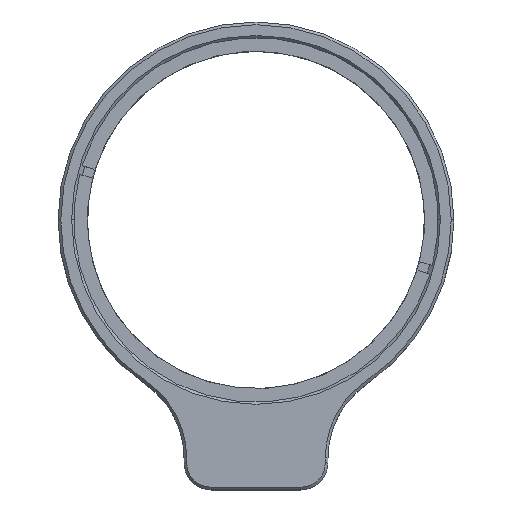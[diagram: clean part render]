
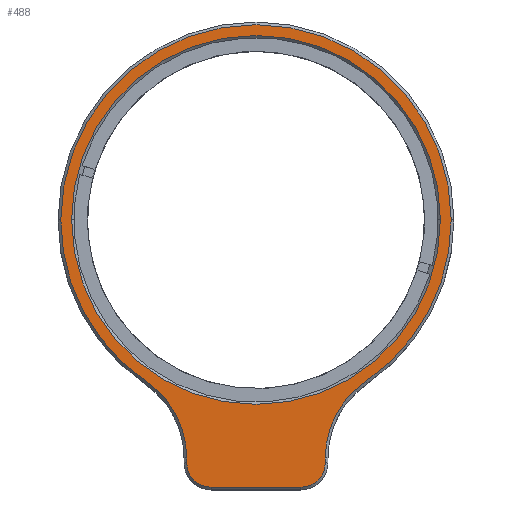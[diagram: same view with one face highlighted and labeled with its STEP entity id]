
A CAD part, top view. The second image highlights one B-rep face of the part: STEP entity #488.
In plain terms, the highlighted planar face has unit normal (0, 0, 1).
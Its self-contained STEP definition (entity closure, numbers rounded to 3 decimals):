
#39 = DIRECTION ( 'NONE',  ( 1., 0., 0. ) ) ;
#72 = CARTESIAN_POINT ( 'NONE',  ( 22.599, -25.355, 6.25 ) ) ;
#74 = FACE_OUTER_BOUND ( 'NONE', #2555, .T. ) ;
#117 = DIRECTION ( 'NONE',  ( 0., 0., -1. ) ) ;
#120 = DIRECTION ( 'NONE',  ( 0., 0., 1. ) ) ;
#130 = VERTEX_POINT ( 'NONE', #3373 ) ;
#187 = LINE ( 'NONE', #1531, #2476 ) ;
#212 = AXIS2_PLACEMENT_3D ( 'NONE', #344, #274, #1465 ) ;
#225 = EDGE_CURVE ( 'NONE', #2253, #3535, #448, .T. ) ;
#266 = ORIENTED_EDGE ( 'NONE', *, *, #3538, .T. ) ;
#274 = DIRECTION ( 'NONE',  ( 0., 0., -1. ) ) ;
#344 = CARTESIAN_POINT ( 'NONE',  ( 35.599, -24.812, 6.25 ) ) ;
#398 = CARTESIAN_POINT ( 'NONE',  ( 35.599, -24.812, 6.25 ) ) ;
#430 = CIRCLE ( 'NONE', #2797, 2.7 ) ;
#448 = LINE ( 'NONE', #1242, #2178 ) ;
#488 = ADVANCED_FACE ( 'NONE', ( #74, #687 ), #2189, .T. ) ;
#503 = CARTESIAN_POINT ( 'NONE',  ( 9.899, -24.812, 6.25 ) ) ;
#514 = CIRCLE ( 'NONE', #3028, 20.5 ) ;
#568 = DIRECTION ( 'NONE',  ( 1., 0., 0. ) ) ;
#594 = VERTEX_POINT ( 'NONE', #2905 ) ;
#634 = ORIENTED_EDGE ( 'NONE', *, *, #1689, .T. ) ;
#641 = ORIENTED_EDGE ( 'NONE', *, *, #2517, .T. ) ;
#687 = FACE_BOUND ( 'NONE', #845, .T. ) ;
#701 = DIRECTION ( 'NONE',  ( 0., 0., 1. ) ) ;
#762 = CIRCLE ( 'NONE', #3386, 10.3 ) ;
#833 = AXIS2_PLACEMENT_3D ( 'NONE', #3469, #1209, #1381 ) ;
#845 = EDGE_LOOP ( 'NONE', ( #3307, #1654 ) ) ;
#860 = EDGE_CURVE ( 'NONE', #3535, #1141, #3332, .T. ) ;
#880 = CARTESIAN_POINT ( 'NONE',  ( 22.599, -28.055, 6.25 ) ) ;
#928 = DIRECTION ( 'NONE',  ( 1., 0., 0. ) ) ;
#1014 = CARTESIAN_POINT ( 'NONE',  ( 25.299, -24.812, 6.25 ) ) ;
#1027 = CARTESIAN_POINT ( 'NONE',  ( 5.393, -16.296, 6.25 ) ) ;
#1039 = EDGE_CURVE ( 'NONE', #2281, #594, #514, .T. ) ;
#1091 = DIRECTION ( 'NONE',  ( 1., 0., 0. ) ) ;
#1115 = DIRECTION ( 'NONE',  ( 0., 0., 1. ) ) ;
#1141 = VERTEX_POINT ( 'NONE', #1713 ) ;
#1209 = DIRECTION ( 'NONE',  ( 0., 0., 1. ) ) ;
#1215 = CARTESIAN_POINT ( 'NONE',  ( -4.101, 1.645, 6.25 ) ) ;
#1231 = AXIS2_PLACEMENT_3D ( 'NONE', #1793, #3326, #39 ) ;
#1241 = CARTESIAN_POINT ( 'NONE',  ( -2.901, 1.645, 6.25 ) ) ;
#1242 = CARTESIAN_POINT ( 'NONE',  ( 9.899, -25.355, 6.25 ) ) ;
#1259 = CARTESIAN_POINT ( 'NONE',  ( 17.599, 1.645, 6.25 ) ) ;
#1308 = AXIS2_PLACEMENT_3D ( 'NONE', #1778, #3562, #3283 ) ;
#1319 = DIRECTION ( 'NONE',  ( 0., 0., -1. ) ) ;
#1320 = ORIENTED_EDGE ( 'NONE', *, *, #2598, .T. ) ;
#1359 = VECTOR ( 'NONE', #2063, 1000. ) ;
#1366 = CIRCLE ( 'NONE', #1849, 21.7 ) ;
#1381 = DIRECTION ( 'NONE',  ( 1., 0., 0. ) ) ;
#1465 = DIRECTION ( 'NONE',  ( 1., 0., 0. ) ) ;
#1531 = CARTESIAN_POINT ( 'NONE',  ( 22.599, -28.055, 6.25 ) ) ;
#1605 = CARTESIAN_POINT ( 'NONE',  ( 17.599, 1.645, 6.25 ) ) ;
#1645 = DIRECTION ( 'NONE',  ( 1., 0., 0. ) ) ;
#1654 = ORIENTED_EDGE ( 'NONE', *, *, #1039, .T. ) ;
#1669 = VERTEX_POINT ( 'NONE', #1027 ) ;
#1689 = EDGE_CURVE ( 'NONE', #2415, #130, #430, .T. ) ;
#1713 = CARTESIAN_POINT ( 'NONE',  ( 12.599, -28.055, 6.25 ) ) ;
#1778 = CARTESIAN_POINT ( 'NONE',  ( 17.599, 1.645, 6.25 ) ) ;
#1793 = CARTESIAN_POINT ( 'NONE',  ( 17.599, 1.645, 6.25 ) ) ;
#1831 = DIRECTION ( 'NONE',  ( 1., 0., 0. ) ) ;
#1849 = AXIS2_PLACEMENT_3D ( 'NONE', #3740, #1115, #568 ) ;
#1863 = CIRCLE ( 'NONE', #1308, 21.7 ) ;
#1951 = CARTESIAN_POINT ( 'NONE',  ( 29.805, -16.296, 6.25 ) ) ;
#2037 = VERTEX_POINT ( 'NONE', #1014 ) ;
#2063 = DIRECTION ( 'NONE',  ( 0., 1., 0. ) ) ;
#2072 = VERTEX_POINT ( 'NONE', #1951 ) ;
#2097 = CIRCLE ( 'NONE', #212, 10.3 ) ;
#2142 = ORIENTED_EDGE ( 'NONE', *, *, #2715, .T. ) ;
#2155 = LINE ( 'NONE', #2967, #1359 ) ;
#2178 = VECTOR ( 'NONE', #3341, 1000. ) ;
#2189 = PLANE ( 'NONE',  #2760 ) ;
#2193 = EDGE_CURVE ( 'NONE', #3434, #1669, #1366, .T. ) ;
#2253 = VERTEX_POINT ( 'NONE', #503 ) ;
#2275 = ORIENTED_EDGE ( 'NONE', *, *, #860, .T. ) ;
#2281 = VERTEX_POINT ( 'NONE', #1241 ) ;
#2415 = VERTEX_POINT ( 'NONE', #880 ) ;
#2476 = VECTOR ( 'NONE', #928, 1000. ) ;
#2517 = EDGE_CURVE ( 'NONE', #2072, #2746, #2528, .T. ) ;
#2528 = CIRCLE ( 'NONE', #2769, 21.7 ) ;
#2555 = EDGE_LOOP ( 'NONE', ( #2275, #3569, #634, #3354, #266, #641, #2142, #3169, #1320, #2566 ) ) ;
#2566 = ORIENTED_EDGE ( 'NONE', *, *, #225, .T. ) ;
#2598 = EDGE_CURVE ( 'NONE', #1669, #2253, #762, .T. ) ;
#2703 = CIRCLE ( 'NONE', #1231, 20.5 ) ;
#2715 = EDGE_CURVE ( 'NONE', #2746, #3434, #1863, .T. ) ;
#2746 = VERTEX_POINT ( 'NONE', #3580 ) ;
#2760 = AXIS2_PLACEMENT_3D ( 'NONE', #398, #701, #3670 ) ;
#2769 = AXIS2_PLACEMENT_3D ( 'NONE', #1259, #120, #1645 ) ;
#2797 = AXIS2_PLACEMENT_3D ( 'NONE', #72, #3193, #1091 ) ;
#2806 = CARTESIAN_POINT ( 'NONE',  ( 9.899, -25.355, 6.25 ) ) ;
#2822 = DIRECTION ( 'NONE',  ( 1., 0., 0. ) ) ;
#2905 = CARTESIAN_POINT ( 'NONE',  ( 38.099, 1.645, 6.25 ) ) ;
#2929 = EDGE_CURVE ( 'NONE', #594, #2281, #2703, .T. ) ;
#2967 = CARTESIAN_POINT ( 'NONE',  ( 25.299, -24.812, 6.25 ) ) ;
#3028 = AXIS2_PLACEMENT_3D ( 'NONE', #1605, #117, #1831 ) ;
#3169 = ORIENTED_EDGE ( 'NONE', *, *, #2193, .T. ) ;
#3193 = DIRECTION ( 'NONE',  ( 0., 0., 1. ) ) ;
#3283 = DIRECTION ( 'NONE',  ( 1., 0., 0. ) ) ;
#3307 = ORIENTED_EDGE ( 'NONE', *, *, #2929, .T. ) ;
#3324 = EDGE_CURVE ( 'NONE', #130, #2037, #2155, .T. ) ;
#3326 = DIRECTION ( 'NONE',  ( 0., 0., -1. ) ) ;
#3332 = CIRCLE ( 'NONE', #833, 2.7 ) ;
#3341 = DIRECTION ( 'NONE',  ( 0., -1., 0. ) ) ;
#3354 = ORIENTED_EDGE ( 'NONE', *, *, #3324, .T. ) ;
#3373 = CARTESIAN_POINT ( 'NONE',  ( 25.299, -25.355, 6.25 ) ) ;
#3386 = AXIS2_PLACEMENT_3D ( 'NONE', #3735, #1319, #2822 ) ;
#3434 = VERTEX_POINT ( 'NONE', #1215 ) ;
#3445 = EDGE_CURVE ( 'NONE', #1141, #2415, #187, .T. ) ;
#3469 = CARTESIAN_POINT ( 'NONE',  ( 12.599, -25.355, 6.25 ) ) ;
#3535 = VERTEX_POINT ( 'NONE', #2806 ) ;
#3538 = EDGE_CURVE ( 'NONE', #2037, #2072, #2097, .T. ) ;
#3562 = DIRECTION ( 'NONE',  ( 0., 0., 1. ) ) ;
#3569 = ORIENTED_EDGE ( 'NONE', *, *, #3445, .T. ) ;
#3580 = CARTESIAN_POINT ( 'NONE',  ( 39.299, 1.645, 6.25 ) ) ;
#3670 = DIRECTION ( 'NONE',  ( 1., 0., 0. ) ) ;
#3735 = CARTESIAN_POINT ( 'NONE',  ( -0.401, -24.812, 6.25 ) ) ;
#3740 = CARTESIAN_POINT ( 'NONE',  ( 17.599, 1.645, 6.25 ) ) ;
